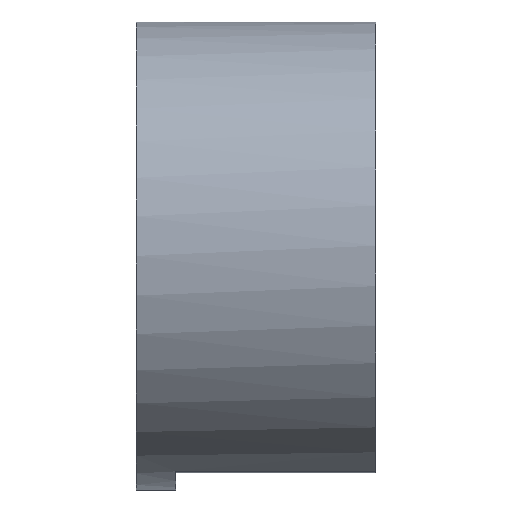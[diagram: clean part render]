
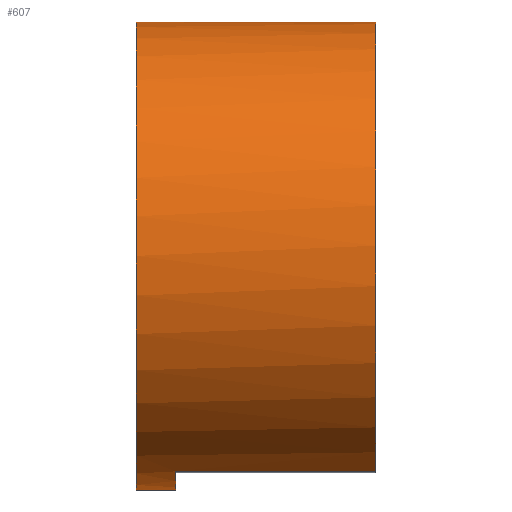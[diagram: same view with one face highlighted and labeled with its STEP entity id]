
A CAD part, left-side view. The second image highlights one B-rep face of the part: STEP entity #607.
In plain terms, the highlighted cylindrical face has radius 35.56 mm (diameter 71.12 mm), a partial arc.
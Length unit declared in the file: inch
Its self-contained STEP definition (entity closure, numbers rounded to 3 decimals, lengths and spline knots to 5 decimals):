
#10 = CARTESIAN_POINT ( 'NONE',  ( 1.02647, 1.19878, 0.95203 ) ) ;
#38 = LINE ( 'NONE', #819, #487 ) ;
#85 = CARTESIAN_POINT ( 'NONE',  ( -0.54962, 1.19878, -1.2876 ) ) ;
#119 = VECTOR ( 'NONE', #1791, 39.37008 ) ;
#180 = AXIS2_PLACEMENT_3D ( 'NONE', #671, #991, #1947 ) ;
#187 = CARTESIAN_POINT ( 'NONE',  ( 0.95758, 1.17155, 1.02132 ) ) ;
#208 = CARTESIAN_POINT ( 'NONE',  ( 1.01565, 1.19878, 0.9637 ) ) ;
#254 = CARTESIAN_POINT ( 'NONE',  ( 0., 0.075, 0. ) ) ;
#272 = LINE ( 'NONE', #578, #1027 ) ;
#314 = ORIENTED_EDGE ( 'NONE', *, *, #1295, .F. ) ;
#324 = VERTEX_POINT ( 'NONE', #382 ) ;
#350 = CARTESIAN_POINT ( 'NONE',  ( 0.92647, 1.10681, 1.0496 ) ) ;
#368 = AXIS2_PLACEMENT_3D ( 'NONE', #254, #582, #889 ) ;
#376 = EDGE_LOOP ( 'NONE', ( #314, #1627, #1736, #1176, #1459, #1282, #1981, #1723, #1083 ) ) ;
#382 = CARTESIAN_POINT ( 'NONE',  ( 0.92647, 1.09878, 1.0496 ) ) ;
#400 = EDGE_CURVE ( 'NONE', #1897, #1377, #1743, .T. ) ;
#403 = AXIS2_PLACEMENT_3D ( 'NONE', #1330, #842, #1819 ) ;
#484 = CARTESIAN_POINT ( 'NONE',  ( -0.54962, 0., -1.2876 ) ) ;
#487 = VECTOR ( 'NONE', #689, 39.37008 ) ;
#488 = CARTESIAN_POINT ( 'NONE',  ( 0.92647, 1.09878, 1.0496 ) ) ;
#498 = AXIS2_PLACEMENT_3D ( 'NONE', #1047, #1202, #553 ) ;
#500 = CARTESIAN_POINT ( 'NONE',  ( 0.92742, 1.11461, 1.04876 ) ) ;
#517 = CARTESIAN_POINT ( 'NONE',  ( 0.98298, 1.18956, 0.99699 ) ) ;
#522 = B_SPLINE_CURVE_WITH_KNOTS ( 'NONE', 3,
 ( #488, #350, #500, #655, #1128, #1444, #1781, #1301, #187, #1458, #517, #827, #208, #10 ),
 .UNSPECIFIED., .F., .F.,
 ( 4, 2, 2, 2, 2, 2, 4 ),
 ( 0., 0.0006, 0.0012, 0.00181, 0.00241, 0.00361, 0.00481 ),
 .UNSPECIFIED. ) ;
#535 = CARTESIAN_POINT ( 'NONE',  ( -0.05522, 1.19878, -1.39891 ) ) ;
#553 = DIRECTION ( 'NONE',  ( 0., 0., 1. ) ) ;
#578 = CARTESIAN_POINT ( 'NONE',  ( -0.54962, 0.075, -1.2876 ) ) ;
#582 = DIRECTION ( 'NONE',  ( 0., -1., 0. ) ) ;
#595 = CIRCLE ( 'NONE', #824, 1.4 ) ;
#607 = ADVANCED_FACE ( 'NONE', ( #700 ), #737, .T. ) ;
#630 = EDGE_CURVE ( 'NONE', #1958, #715, #595, .T. ) ;
#655 = CARTESIAN_POINT ( 'NONE',  ( 0.93108, 1.12977, 1.04552 ) ) ;
#671 = CARTESIAN_POINT ( 'NONE',  ( 0., 1.435, 0. ) ) ;
#689 = DIRECTION ( 'NONE',  ( 0., -1., 0. ) ) ;
#697 = VERTEX_POINT ( 'NONE', #756 ) ;
#700 = FACE_OUTER_BOUND ( 'NONE', #376, .T. ) ;
#715 = VERTEX_POINT ( 'NONE', #1420 ) ;
#737 = CYLINDRICAL_SURFACE ( 'NONE', #368, 1.4 ) ;
#738 = LINE ( 'NONE', #1195, #996 ) ;
#756 = CARTESIAN_POINT ( 'NONE',  ( 1.39585, 1.435, 0.10769 ) ) ;
#812 = VERTEX_POINT ( 'NONE', #1325 ) ;
#818 = CARTESIAN_POINT ( 'NONE',  ( 1.02647, 1.19878, 0.95203 ) ) ;
#819 = CARTESIAN_POINT ( 'NONE',  ( -0.05522, 0.075, -1.39891 ) ) ;
#824 = AXIS2_PLACEMENT_3D ( 'NONE', #1666, #868, #1498 ) ;
#827 = CARTESIAN_POINT ( 'NONE',  ( 1.00476, 1.19707, 0.97503 ) ) ;
#842 = DIRECTION ( 'NONE',  ( 0., 1., 0. ) ) ;
#858 = EDGE_CURVE ( 'NONE', #324, #1958, #522, .T. ) ;
#868 = DIRECTION ( 'NONE',  ( 0., 1., 0. ) ) ;
#889 = DIRECTION ( 'NONE',  ( 0., 0., -1. ) ) ;
#890 = CARTESIAN_POINT ( 'NONE',  ( 0.92647, 0., 1.0496 ) ) ;
#918 = EDGE_CURVE ( 'NONE', #812, #1897, #38, .T. ) ;
#948 = CIRCLE ( 'NONE', #180, 1.4 ) ;
#991 = DIRECTION ( 'NONE',  ( 0., 1., 0. ) ) ;
#996 = VECTOR ( 'NONE', #1052, 39.37008 ) ;
#1027 = VECTOR ( 'NONE', #1215, 39.37008 ) ;
#1047 = CARTESIAN_POINT ( 'NONE',  ( 0., 0., 0. ) ) ;
#1052 = DIRECTION ( 'NONE',  ( 0., -1., 0. ) ) ;
#1083 = ORIENTED_EDGE ( 'NONE', *, *, #1974, .T. ) ;
#1128 = CARTESIAN_POINT ( 'NONE',  ( 0.93375, 1.13696, 1.04313 ) ) ;
#1153 = CARTESIAN_POINT ( 'NONE',  ( 1.39585, 0.075, 0.10769 ) ) ;
#1176 = ORIENTED_EDGE ( 'NONE', *, *, #1994, .T. ) ;
#1195 = CARTESIAN_POINT ( 'NONE',  ( 0.92647, 0.075, 1.0496 ) ) ;
#1202 = DIRECTION ( 'NONE',  ( 0., 1., 0. ) ) ;
#1215 = DIRECTION ( 'NONE',  ( 0., -1., 0. ) ) ;
#1282 = ORIENTED_EDGE ( 'NONE', *, *, #1553, .F. ) ;
#1295 = EDGE_CURVE ( 'NONE', #812, #697, #948, .T. ) ;
#1301 = CARTESIAN_POINT ( 'NONE',  ( 0.95287, 1.16682, 1.02571 ) ) ;
#1312 = VERTEX_POINT ( 'NONE', #484 ) ;
#1325 = CARTESIAN_POINT ( 'NONE',  ( -0.05522, 1.435, -1.39891 ) ) ;
#1330 = CARTESIAN_POINT ( 'NONE',  ( 0., 1.19878, 0. ) ) ;
#1377 = VERTEX_POINT ( 'NONE', #85 ) ;
#1420 = CARTESIAN_POINT ( 'NONE',  ( 1.39585, 1.19878, 0.10769 ) ) ;
#1444 = CARTESIAN_POINT ( 'NONE',  ( 0.94035, 1.15013, 1.03719 ) ) ;
#1458 = CARTESIAN_POINT ( 'NONE',  ( 0.97241, 1.18388, 1.00728 ) ) ;
#1459 = ORIENTED_EDGE ( 'NONE', *, *, #2065, .T. ) ;
#1498 = DIRECTION ( 'NONE',  ( 0., 0., 1. ) ) ;
#1538 = VERTEX_POINT ( 'NONE', #890 ) ;
#1553 = EDGE_CURVE ( 'NONE', #324, #1538, #738, .T. ) ;
#1627 = ORIENTED_EDGE ( 'NONE', *, *, #918, .T. ) ;
#1666 = CARTESIAN_POINT ( 'NONE',  ( 0., 1.19878, 0. ) ) ;
#1723 = ORIENTED_EDGE ( 'NONE', *, *, #630, .T. ) ;
#1736 = ORIENTED_EDGE ( 'NONE', *, *, #400, .T. ) ;
#1743 = CIRCLE ( 'NONE', #403, 1.4 ) ;
#1781 = CARTESIAN_POINT ( 'NONE',  ( 0.9443, 1.15617, 1.03361 ) ) ;
#1791 = DIRECTION ( 'NONE',  ( 0., 1., 0. ) ) ;
#1819 = DIRECTION ( 'NONE',  ( 0., 0., 1. ) ) ;
#1824 = LINE ( 'NONE', #1153, #119 ) ;
#1897 = VERTEX_POINT ( 'NONE', #535 ) ;
#1947 = DIRECTION ( 'NONE',  ( 0., 0., 1. ) ) ;
#1958 = VERTEX_POINT ( 'NONE', #818 ) ;
#1974 = EDGE_CURVE ( 'NONE', #715, #697, #1824, .T. ) ;
#1981 = ORIENTED_EDGE ( 'NONE', *, *, #858, .T. ) ;
#1994 = EDGE_CURVE ( 'NONE', #1377, #1312, #272, .T. ) ;
#2047 = CIRCLE ( 'NONE', #498, 1.4 ) ;
#2065 = EDGE_CURVE ( 'NONE', #1312, #1538, #2047, .T. ) ;
